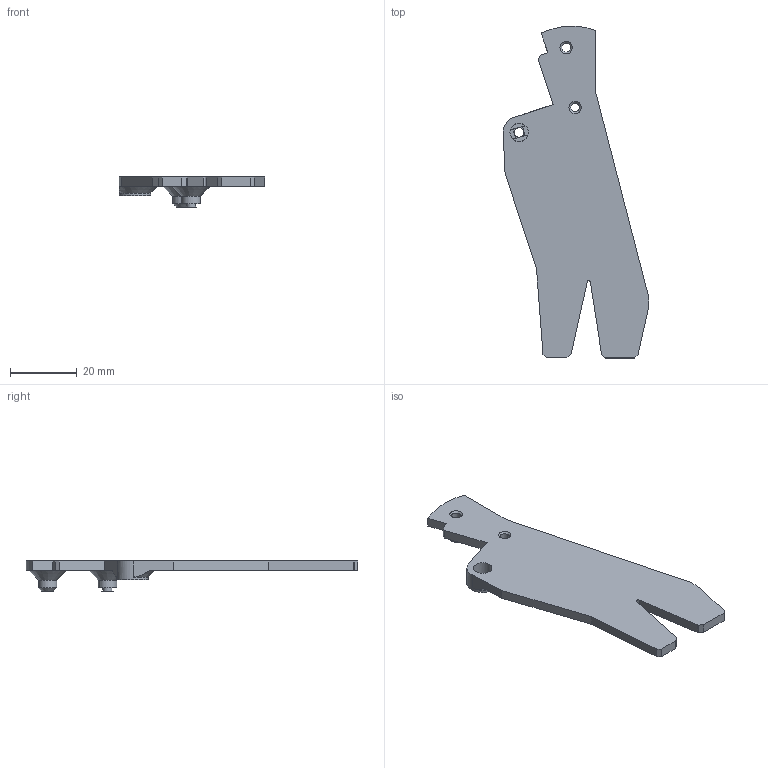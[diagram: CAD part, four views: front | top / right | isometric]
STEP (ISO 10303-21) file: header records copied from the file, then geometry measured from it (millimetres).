
FILE_DESCRIPTION(/* description */ (''),/* implementation_level */ '2;1');
FILE_NAME(/* name */ 'Cutter Guard Stiffener for Prusa v1.step',/* time_stamp */ '2023-09-19T08:56:29+02:00',/* author */ (''),/* organization */ (''),/* preprocessor_version */ 'ST-DEVELOPER v20',/* originating_system */ 'Autodesk Translation Framework v12.9.0.99',/* authorisation */ '');
FILE_SCHEMA (('AUTOMOTIVE_DESIGN { 1 0 10303 214 3 1 1 }'));
Length unit declared in the file: millimetre
Products named in the file (1): Cutter Guard Stiffener for Prusa
Bounding box: 43.66 x 99.52 x 9 mm (x, y, z)
Volume: 7814.4 mm3; surface area: 6438.8 mm2
Topology: 1 solids, 1 shells, 58 faces, 155 edges, 100 vertices
Faces by surface type: plane 42, cylinder 9, cone 7
Full cylindrical faces by diameter (mm): 2.7 x2, 2.9 x1, 5.5 x3, 9.525 x1
Entity records: 1836 total; most frequent: CARTESIAN_POINT 322, ORIENTED_EDGE 310, DIRECTION 305, EDGE_CURVE 155, LINE 115, VECTOR 115, VERTEX_POINT 100, AXIS2_PLACEMENT_3D 95
